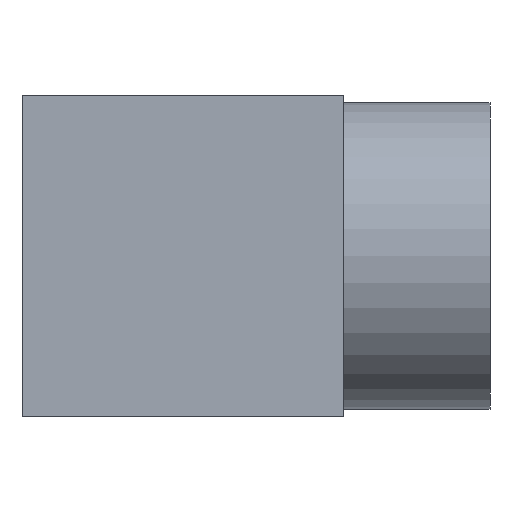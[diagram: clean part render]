
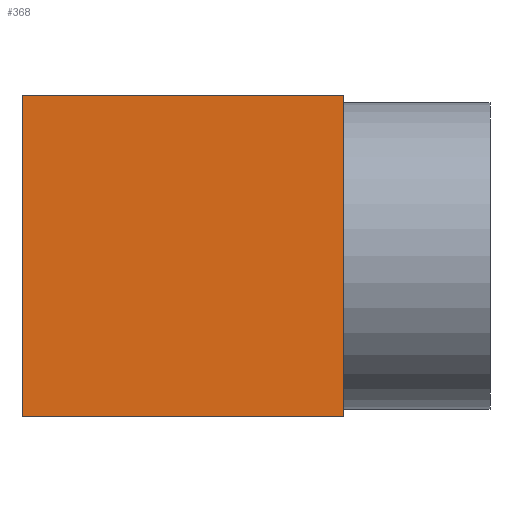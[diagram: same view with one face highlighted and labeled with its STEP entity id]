
A CAD part, left-side view. The second image highlights one B-rep face of the part: STEP entity #368.
In plain terms, the highlighted planar face has unit normal (-1, 0, 0).
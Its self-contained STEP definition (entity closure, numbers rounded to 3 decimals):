
#15=LINE('',#4293,#27);
#16=LINE('',#4295,#28);
#17=LINE('',#4297,#29);
#18=LINE('',#4298,#30);
#27=VECTOR('',#476,10.);
#28=VECTOR('',#477,10.);
#29=VECTOR('',#478,10.);
#30=VECTOR('',#479,10.);
#40=PLANE('',#411);
#106=FACE_OUTER_BOUND('',#137,.T.);
#137=EDGE_LOOP('',(#310,#311,#312,#313));
#200=VERTEX_POINT('',#4291);
#201=VERTEX_POINT('',#4292);
#202=VERTEX_POINT('',#4294);
#203=VERTEX_POINT('',#4296);
#243=EDGE_CURVE('',#200,#201,#15,.T.);
#244=EDGE_CURVE('',#200,#202,#16,.T.);
#245=EDGE_CURVE('',#203,#202,#17,.T.);
#246=EDGE_CURVE('',#201,#203,#18,.T.);
#310=ORIENTED_EDGE('',*,*,#243,.F.);
#311=ORIENTED_EDGE('',*,*,#244,.T.);
#312=ORIENTED_EDGE('',*,*,#245,.F.);
#313=ORIENTED_EDGE('',*,*,#246,.F.);
#368=ADVANCED_FACE('',(#106),#40,.T.);
#411=AXIS2_PLACEMENT_3D('',#4290,#474,#475);
#474=DIRECTION('center_axis',(-1.,0.,0.));
#475=DIRECTION('ref_axis',(0.,-1.,0.));
#476=DIRECTION('',(0.,1.,0.));
#477=DIRECTION('',(0.,0.,1.));
#478=DIRECTION('',(0.,-1.,0.));
#479=DIRECTION('',(0.,0.,1.));
#4290=CARTESIAN_POINT('Origin',(-17.5,17.5,0.));
#4291=CARTESIAN_POINT('',(-17.5,-17.5,0.));
#4292=CARTESIAN_POINT('',(-17.5,17.5,0.));
#4293=CARTESIAN_POINT('',(-17.5,-17.5,0.));
#4294=CARTESIAN_POINT('',(-17.5,-17.5,35.));
#4295=CARTESIAN_POINT('',(-17.5,-17.5,0.));
#4296=CARTESIAN_POINT('',(-17.5,17.5,35.));
#4297=CARTESIAN_POINT('',(-17.5,-17.5,35.));
#4298=CARTESIAN_POINT('',(-17.5,17.5,0.));
